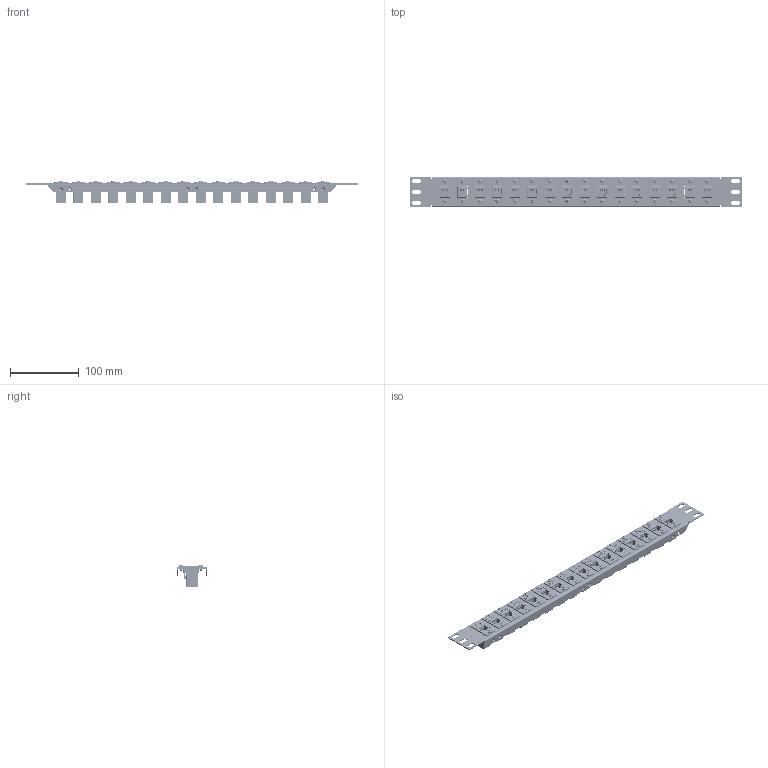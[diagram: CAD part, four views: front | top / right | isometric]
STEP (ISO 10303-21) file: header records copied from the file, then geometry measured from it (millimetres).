
FILE_DESCRIPTION (( 'STEP AP203' ), '1' );
FILE_NAME ('PR175F504B-SC3.STEP', '2014-10-15T18:41:01', ( 'x' ), ( '' ), 'SwSTEP 2.0', 'SolidWorks 2014', '' );
FILE_SCHEMA (( 'CONFIG_CONTROL_DESIGN' ));
Length unit declared in the file: inch
Products named in the file (5): PR175F504B; ECF-SK_with Global Connectivity logo; TDG1026KS-8P; 91772A106_default; PR175F504B-SC3
Assembly tree (65 placements, depth 2):
  PR175F504B-SC3
    PR175F504B
    ECF-SK_with Global Connectivity logo  x16
    TDG1026KS-8P  x16
    91772A106_default  x32
Bounding box: 482.6 x 43.94 x 32.38 mm (x, y, z)
Volume: 145156.9 mm3; surface area: 154054.5 mm2
Topology: 65 solids, 65 shells, 8764 faces, 23517 edges, 15118 vertices
Faces by surface type: plane 5358, cone 1240, cylinder 1184, bspline 790, sphere 128, torus 64
Entity records: 45059 total; most frequent: CARTESIAN_POINT 16201, ORIENTED_EDGE 5916, DIRECTION 4688, EDGE_CURVE 2958, LINE 2090, VECTOR 2090, VERTEX_POINT 1944, EDGE_LOOP 1312
